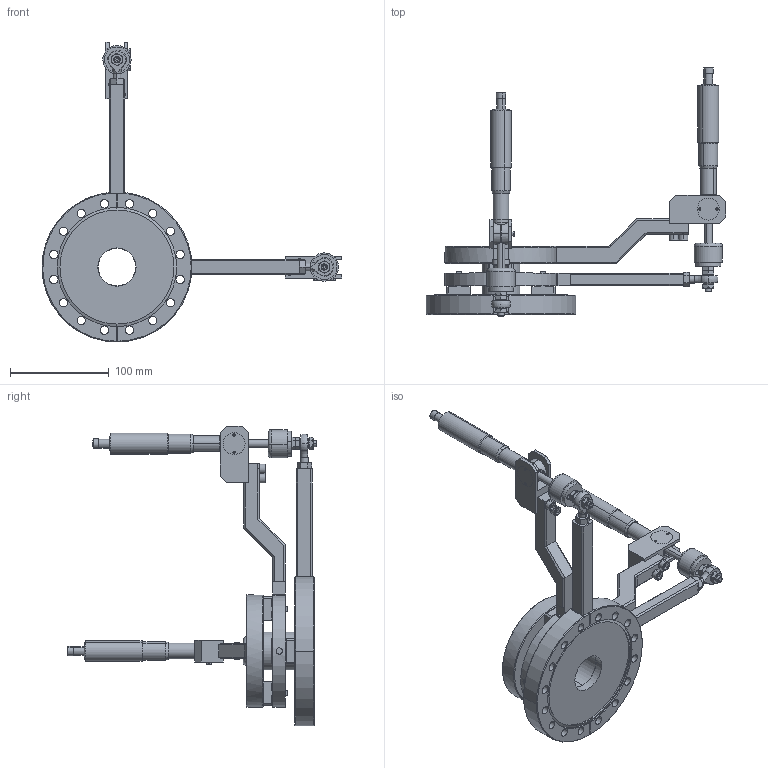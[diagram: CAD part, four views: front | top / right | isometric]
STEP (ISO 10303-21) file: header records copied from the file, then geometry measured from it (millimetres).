
FILE_DESCRIPTION (( 'STEP AP214' ), '1' );
FILE_NAME ('TLTM-1.5-B600C-T275TM-2 ASSEMBLY.STEP', '2020-10-01T20:08:29', ( '' ), ( '' ), 'SwSTEP 2.0', 'SolidWorks 2010', '' );
FILE_SCHEMA (( 'AUTOMOTIVE_DESIGN' ));
Length unit declared in the file: inch
Products named in the file (1): TLTM-1.5-B600C-T275TM-2 ASSEMBLY
Bounding box: 303.38 x 252.24 x 303.38 mm (x, y, z)
Surface area: 198926.5 mm2 (no closed solid volume)
Topology: 0 solids, 78 shells, 723 faces, 2108 edges, 1415 vertices
Faces by surface type: plane 356, cylinder 212, cone 120, torus 16, sphere 10, bspline 9
Entity records: 39883 total; most frequent: CARTESIAN_POINT 11568, DIRECTION 4065, ORIENTED_EDGE 3422, EDGE_CURVE 2072, AXIS2_PLACEMENT_3D 1483, VERTEX_POINT 1405, VECTOR 1099, LINE 1099
